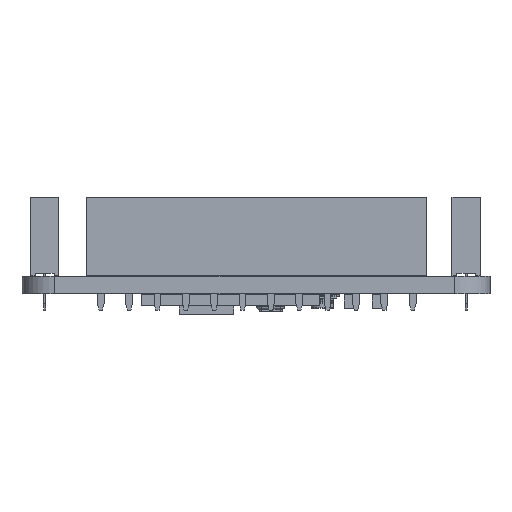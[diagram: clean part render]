
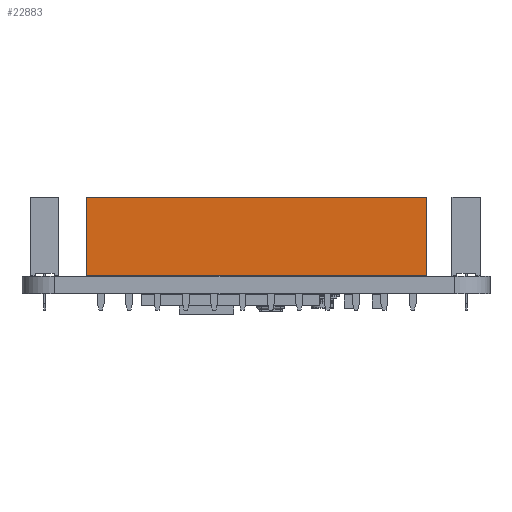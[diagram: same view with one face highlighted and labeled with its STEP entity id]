
A CAD part, front view. The second image highlights one B-rep face of the part: STEP entity #22883.
In plain terms, the highlighted face is planar.
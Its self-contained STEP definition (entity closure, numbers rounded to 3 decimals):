
#994=FACE_OUTER_BOUND('',#2286,.T.);
#2286=EDGE_LOOP('',(#14753,#14754,#14755,#14756));
#3708=LINE('',#32227,#6495);
#3714=LINE('',#32240,#6501);
#3717=LINE('',#32245,#6504);
#3767=LINE('',#32344,#6554);
#6495=VECTOR('',#26005,1.);
#6501=VECTOR('',#26013,1.);
#6504=VECTOR('',#26020,1.);
#6554=VECTOR('',#26072,1.);
#9276=VERTEX_POINT('',#32215);
#9281=VERTEX_POINT('',#32225);
#9286=VERTEX_POINT('',#32237);
#9287=VERTEX_POINT('',#32239);
#11369=EDGE_CURVE('',#9276,#9281,#3708,.T.);
#11375=EDGE_CURVE('',#9286,#9287,#3714,.T.);
#11378=EDGE_CURVE('',#9287,#9281,#3717,.T.);
#11428=EDGE_CURVE('',#9286,#9276,#3767,.T.);
#14753=ORIENTED_EDGE('',*,*,#11375,.F.);
#14754=ORIENTED_EDGE('',*,*,#11428,.T.);
#14755=ORIENTED_EDGE('',*,*,#11369,.T.);
#14756=ORIENTED_EDGE('',*,*,#11378,.F.);
#20986=PLANE('',#24282);
#22883=ADVANCED_FACE('',(#994),#20986,.F.);
#24282=AXIS2_PLACEMENT_3D('',#32542,#26177,#26178);
#26005=DIRECTION('',(0.,0.,1.));
#26013=DIRECTION('',(0.,0.,1.));
#26020=DIRECTION('',(0.,-1.,0.));
#26072=DIRECTION('',(0.,-1.,0.));
#26177=DIRECTION('center_axis',(1.,0.,0.));
#26178=DIRECTION('ref_axis',(0.,-1.,0.));
#32215=CARTESIAN_POINT('',(-1.27,-29.21,0.));
#32225=CARTESIAN_POINT('',(-1.27,-29.21,7.));
#32227=CARTESIAN_POINT('',(-1.27,-29.21,0.));
#32237=CARTESIAN_POINT('',(-1.27,1.27,0.));
#32239=CARTESIAN_POINT('',(-1.27,1.27,7.));
#32240=CARTESIAN_POINT('',(-1.27,1.27,0.));
#32245=CARTESIAN_POINT('',(-1.27,1.27,7.));
#32344=CARTESIAN_POINT('',(-1.27,1.27,0.));
#32542=CARTESIAN_POINT('Origin',(-1.27,1.27,0.));
